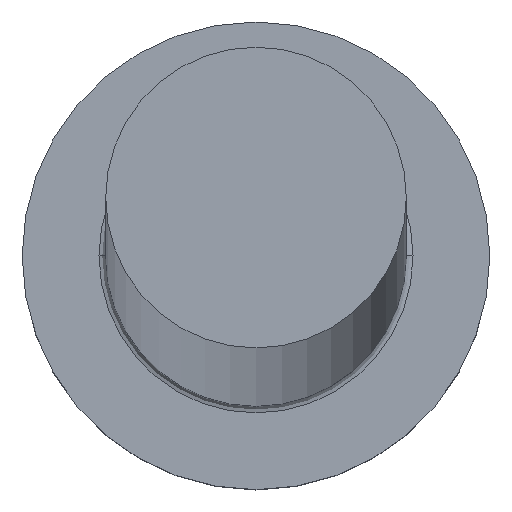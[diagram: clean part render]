
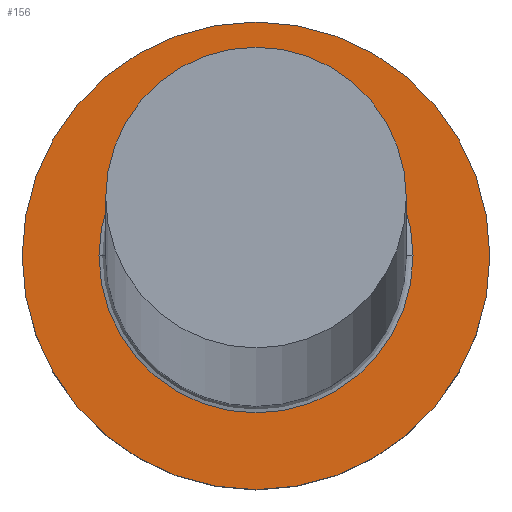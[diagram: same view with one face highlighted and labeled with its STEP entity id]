
A CAD part, top view. The second image highlights one B-rep face of the part: STEP entity #156.
In plain terms, the highlighted planar face has unit normal (0, 0, 1).
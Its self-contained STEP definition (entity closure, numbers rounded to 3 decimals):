
#7 = AXIS2_PLACEMENT_3D ( 'NONE', #94, #209, #27 ) ;
#13 = DIRECTION ( 'NONE',  ( 0., 0., -1. ) ) ;
#20 = VERTEX_POINT ( 'NONE', #208 ) ;
#27 = DIRECTION ( 'NONE',  ( 1., 0., 0. ) ) ;
#30 = EDGE_CURVE ( 'NONE', #233, #109, #280, .T. ) ;
#43 = DIRECTION ( 'NONE',  ( 0., 0., 1. ) ) ;
#57 = EDGE_CURVE ( 'NONE', #109, #233, #212, .T. ) ;
#58 = EDGE_LOOP ( 'NONE', ( #263, #199 ) ) ;
#64 = AXIS2_PLACEMENT_3D ( 'NONE', #302, #43, #93 ) ;
#68 = DIRECTION ( 'NONE',  ( 1., 0., 0. ) ) ;
#78 = AXIS2_PLACEMENT_3D ( 'NONE', #213, #167, #68 ) ;
#85 = AXIS2_PLACEMENT_3D ( 'NONE', #139, #270, #249 ) ;
#93 = DIRECTION ( 'NONE',  ( 1., 0., 0. ) ) ;
#94 = CARTESIAN_POINT ( 'NONE',  ( 0., 0., 5. ) ) ;
#98 = ORIENTED_EDGE ( 'NONE', *, *, #205, .T. ) ;
#109 = VERTEX_POINT ( 'NONE', #114 ) ;
#112 = EDGE_CURVE ( 'NONE', #20, #163, #145, .T. ) ;
#114 = CARTESIAN_POINT ( 'NONE',  ( 4.7, 0., 5. ) ) ;
#134 = CARTESIAN_POINT ( 'NONE',  ( 0., 0., 5. ) ) ;
#139 = CARTESIAN_POINT ( 'NONE',  ( 0., 0., 5. ) ) ;
#145 = CIRCLE ( 'NONE', #7, 7. ) ;
#154 = ORIENTED_EDGE ( 'NONE', *, *, #112, .T. ) ;
#156 = ADVANCED_FACE ( 'NONE', ( #258, #186 ), #192, .T. ) ;
#163 = VERTEX_POINT ( 'NONE', #301 ) ;
#164 = CIRCLE ( 'NONE', #64, 7. ) ;
#167 = DIRECTION ( 'NONE',  ( 0., 0., 1. ) ) ;
#186 = FACE_OUTER_BOUND ( 'NONE', #204, .T. ) ;
#192 = PLANE ( 'NONE',  #78 ) ;
#198 = AXIS2_PLACEMENT_3D ( 'NONE', #134, #13, #275 ) ;
#199 = ORIENTED_EDGE ( 'NONE', *, *, #30, .T. ) ;
#204 = EDGE_LOOP ( 'NONE', ( #98, #154 ) ) ;
#205 = EDGE_CURVE ( 'NONE', #163, #20, #164, .T. ) ;
#208 = CARTESIAN_POINT ( 'NONE',  ( 7., 0., 5. ) ) ;
#209 = DIRECTION ( 'NONE',  ( 0., 0., 1. ) ) ;
#212 = CIRCLE ( 'NONE', #198, 4.7 ) ;
#213 = CARTESIAN_POINT ( 'NONE',  ( 0., 0., 5. ) ) ;
#233 = VERTEX_POINT ( 'NONE', #283 ) ;
#249 = DIRECTION ( 'NONE',  ( 1., 0., 0. ) ) ;
#258 = FACE_BOUND ( 'NONE', #58, .T. ) ;
#263 = ORIENTED_EDGE ( 'NONE', *, *, #57, .T. ) ;
#270 = DIRECTION ( 'NONE',  ( 0., 0., -1. ) ) ;
#275 = DIRECTION ( 'NONE',  ( 1., 0., 0. ) ) ;
#280 = CIRCLE ( 'NONE', #85, 4.7 ) ;
#283 = CARTESIAN_POINT ( 'NONE',  ( -4.7, 0., 5. ) ) ;
#301 = CARTESIAN_POINT ( 'NONE',  ( -7., 0., 5. ) ) ;
#302 = CARTESIAN_POINT ( 'NONE',  ( 0., 0., 5. ) ) ;
